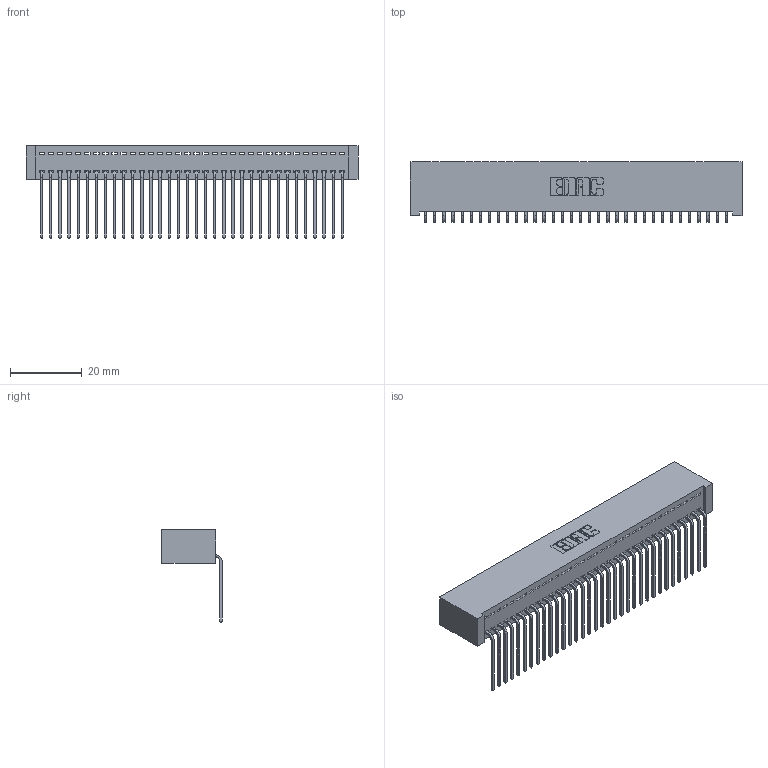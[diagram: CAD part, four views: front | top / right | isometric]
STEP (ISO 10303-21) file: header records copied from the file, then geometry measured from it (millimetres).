
FILE_DESCRIPTION (( 'STEP AP203' ), '1' );
FILE_NAME ('342-034-559-101.STEP', '2019-10-02T12:33:48', ( '' ), ( '' ), 'SwSTEP 2.0', 'SolidWorks 2016', '' );
FILE_SCHEMA (( 'CONFIG_CONTROL_DESIGN' ));
Length unit declared in the file: inch
Products named in the file (3): 342 Part_Lugless; 345-292-001_558 559 Tail - 1; 342-034-559-101
Assembly tree (35 placements, depth 2):
  342-034-559-101
    342 Part_Lugless
    345-292-001_558 559 Tail - 1  x34
Bounding box: 92.61 x 16.83 x 25.78 mm (x, y, z)
Volume: 8612.7 mm3; surface area: 13464.6 mm2
Topology: 35 solids, 35 shells, 2142 faces, 6463 edges, 4262 vertices
Faces by surface type: plane 1558, cylinder 584
Entity records: 21495 total; most frequent: CARTESIAN_POINT 3716, ORIENTED_EDGE 3686, DIRECTION 3143, EDGE_CURVE 1843, VECTOR 1723, LINE 1723, VERTEX_POINT 1226, AXIS2_PLACEMENT_3D 710
